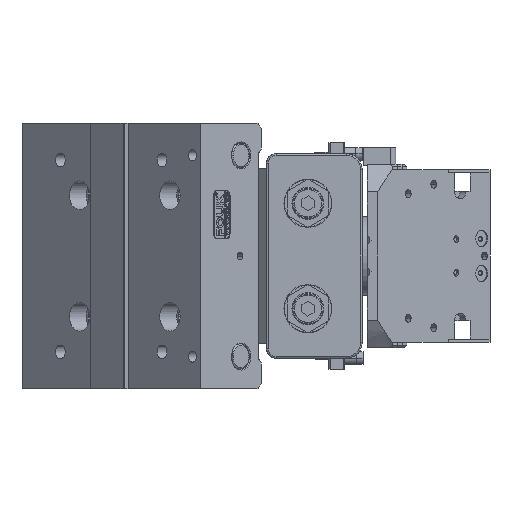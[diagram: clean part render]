
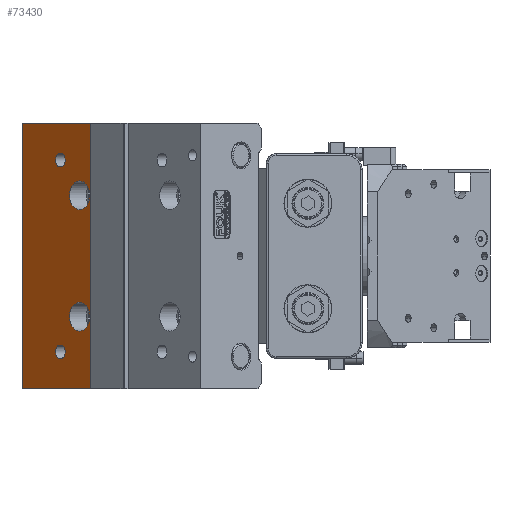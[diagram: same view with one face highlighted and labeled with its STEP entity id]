
A CAD part, left-side view. The second image highlights one B-rep face of the part: STEP entity #73430.
In plain terms, the highlighted face is planar.
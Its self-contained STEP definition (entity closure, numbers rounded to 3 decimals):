
#42 = CARTESIAN_POINT ( 'NONE',  ( 11.862, 30.678, 137. ) ) ;
#232 = FACE_OUTER_BOUND ( 'NONE', #7571, .T. ) ;
#1109 = EDGE_CURVE ( 'NONE', #65473, #37688, #45283, .T. ) ;
#4003 = DIRECTION ( 'NONE',  ( 1., 0., 0. ) ) ;
#4319 = EDGE_CURVE ( 'NONE', #78640, #71401, #62522, .T. ) ;
#4426 = ORIENTED_EDGE ( 'NONE', *, *, #23177, .F. ) ;
#4979 = ORIENTED_EDGE ( 'NONE', *, *, #18786, .F. ) ;
#5054 = CARTESIAN_POINT ( 'NONE',  ( -55.138, 30.678, 137. ) ) ;
#7571 = EDGE_LOOP ( 'NONE', ( #76882, #45794, #32945, #79675 ) ) ;
#8315 = DIRECTION ( 'NONE',  ( 0., 1., 0. ) ) ;
#11260 = DIRECTION ( 'NONE',  ( 0., 0., -1. ) ) ;
#11786 = CARTESIAN_POINT ( 'NONE',  ( 42.862, 47.678, 137. ) ) ;
#12663 = EDGE_LOOP ( 'NONE', ( #26866, #26700 ) ) ;
#12878 = CARTESIAN_POINT ( 'NONE',  ( 65.862, 17.678, 137. ) ) ;
#14034 = VERTEX_POINT ( 'NONE', #24909 ) ;
#14089 = VERTEX_POINT ( 'NONE', #12878 ) ;
#14456 = CIRCLE ( 'NONE', #80481, 9. ) ;
#15199 = ORIENTED_EDGE ( 'NONE', *, *, #1109, .T. ) ;
#15378 = CARTESIAN_POINT ( 'NONE',  ( 65.862, 81.678, 137. ) ) ;
#15745 = EDGE_CURVE ( 'NONE', #60390, #14034, #69549, .T. ) ;
#15816 = VECTOR ( 'NONE', #59657, 1000. ) ;
#16824 = CARTESIAN_POINT ( 'NONE',  ( 20.862, 30.678, 137. ) ) ;
#17521 = DIRECTION ( 'NONE',  ( -1., 0., 0. ) ) ;
#18786 = EDGE_CURVE ( 'NONE', #43326, #59336, #71055, .T. ) ;
#19521 = VERTEX_POINT ( 'NONE', #15378 ) ;
#19720 = EDGE_CURVE ( 'NONE', #21419, #30942, #56474, .T. ) ;
#19949 = DIRECTION ( 'NONE',  ( 1., 0., 0. ) ) ;
#20958 = CARTESIAN_POINT ( 'NONE',  ( -17.138, 2.678, 137. ) ) ;
#21391 = EDGE_CURVE ( 'NONE', #14089, #19521, #49440, .T. ) ;
#21419 = VERTEX_POINT ( 'NONE', #64527 ) ;
#22268 = CARTESIAN_POINT ( 'NONE',  ( -100.138, 17.678, 137. ) ) ;
#22777 = EDGE_LOOP ( 'NONE', ( #68991, #4426 ) ) ;
#23177 = EDGE_CURVE ( 'NONE', #30942, #21419, #69748, .T. ) ;
#23676 = FACE_BOUND ( 'NONE', #38329, .T. ) ;
#24909 = CARTESIAN_POINT ( 'NONE',  ( -46.138, 30.678, 137. ) ) ;
#25650 = AXIS2_PLACEMENT_3D ( 'NONE', #40097, #46887, #26985 ) ;
#25808 = CARTESIAN_POINT ( 'NONE',  ( 42.862, 47.678, 137. ) ) ;
#26700 = ORIENTED_EDGE ( 'NONE', *, *, #54401, .F. ) ;
#26866 = ORIENTED_EDGE ( 'NONE', *, *, #15745, .F. ) ;
#26985 = DIRECTION ( 'NONE',  ( -1., 0., 0. ) ) ;
#30942 = VERTEX_POINT ( 'NONE', #69779 ) ;
#31864 = ORIENTED_EDGE ( 'NONE', *, *, #34125, .F. ) ;
#32362 = AXIS2_PLACEMENT_3D ( 'NONE', #76832, #78209, #39527 ) ;
#32945 = ORIENTED_EDGE ( 'NONE', *, *, #73559, .F. ) ;
#34125 = EDGE_CURVE ( 'NONE', #59336, #43326, #51656, .T. ) ;
#34195 = EDGE_LOOP ( 'NONE', ( #76798, #15199 ) ) ;
#35730 = VECTOR ( 'NONE', #8315, 1000. ) ;
#36179 = DIRECTION ( 'NONE',  ( 0., 0., -1. ) ) ;
#37688 = VERTEX_POINT ( 'NONE', #42 ) ;
#37736 = CARTESIAN_POINT ( 'NONE',  ( 65.862, 17.678, 137. ) ) ;
#38329 = EDGE_LOOP ( 'NONE', ( #4979, #31864 ) ) ;
#38924 = AXIS2_PLACEMENT_3D ( 'NONE', #25808, #45178, #63718 ) ;
#39527 = DIRECTION ( 'NONE',  ( -1., 0., 0. ) ) ;
#39565 = DIRECTION ( 'NONE',  ( -1., 0., 0. ) ) ;
#40097 = CARTESIAN_POINT ( 'NONE',  ( -77.138, 47.678, 137. ) ) ;
#40645 = DIRECTION ( 'NONE',  ( 0., 0., 1. ) ) ;
#42276 = LINE ( 'NONE', #66759, #15816 ) ;
#43326 = VERTEX_POINT ( 'NONE', #44743 ) ;
#44743 = CARTESIAN_POINT ( 'NONE',  ( -81.388, 47.678, 137. ) ) ;
#45178 = DIRECTION ( 'NONE',  ( 0., 0., -1. ) ) ;
#45283 = CIRCLE ( 'NONE', #61574, 9. ) ;
#45723 = CARTESIAN_POINT ( 'NONE',  ( 65.862, 81.678, 137. ) ) ;
#45794 = ORIENTED_EDGE ( 'NONE', *, *, #4319, .F. ) ;
#46887 = DIRECTION ( 'NONE',  ( 0., 0., -1. ) ) ;
#49077 = FACE_BOUND ( 'NONE', #12663, .T. ) ;
#49089 = AXIS2_PLACEMENT_3D ( 'NONE', #5054, #36179, #80048 ) ;
#49440 = LINE ( 'NONE', #45723, #35730 ) ;
#50375 = CARTESIAN_POINT ( 'NONE',  ( 20.862, 30.678, 137. ) ) ;
#51159 = CIRCLE ( 'NONE', #49089, 9. ) ;
#51656 = CIRCLE ( 'NONE', #32362, 4.25 ) ;
#53347 = AXIS2_PLACEMENT_3D ( 'NONE', #11786, #11260, #17521 ) ;
#54401 = EDGE_CURVE ( 'NONE', #14034, #60390, #51159, .T. ) ;
#56474 = CIRCLE ( 'NONE', #53347, 4.25 ) ;
#56554 = DIRECTION ( 'NONE',  ( -1., 0., 0. ) ) ;
#58358 = DIRECTION ( 'NONE',  ( 0., 0., 1. ) ) ;
#59336 = VERTEX_POINT ( 'NONE', #80104 ) ;
#59657 = DIRECTION ( 'NONE',  ( -1., 0., 0. ) ) ;
#59725 = VECTOR ( 'NONE', #19949, 1000. ) ;
#60286 = DIRECTION ( 'NONE',  ( 0., -1., 0. ) ) ;
#60390 = VERTEX_POINT ( 'NONE', #71113 ) ;
#61574 = AXIS2_PLACEMENT_3D ( 'NONE', #16824, #40645, #4003 ) ;
#62292 = CARTESIAN_POINT ( 'NONE',  ( -55.138, 30.678, 137. ) ) ;
#62522 = LINE ( 'NONE', #67096, #78128 ) ;
#63718 = DIRECTION ( 'NONE',  ( -1., 0., 0. ) ) ;
#64527 = CARTESIAN_POINT ( 'NONE',  ( 38.612, 47.678, 137. ) ) ;
#65473 = VERTEX_POINT ( 'NONE', #79980 ) ;
#66759 = CARTESIAN_POINT ( 'NONE',  ( -100.138, 81.678, 137. ) ) ;
#67096 = CARTESIAN_POINT ( 'NONE',  ( -100.138, 81.678, 137. ) ) ;
#67393 = EDGE_CURVE ( 'NONE', #37688, #65473, #14456, .T. ) ;
#68177 = AXIS2_PLACEMENT_3D ( 'NONE', #20958, #58358, #39565 ) ;
#68504 = LINE ( 'NONE', #37736, #59725 ) ;
#68991 = ORIENTED_EDGE ( 'NONE', *, *, #19720, .F. ) ;
#69329 = DIRECTION ( 'NONE',  ( 0., 0., -1. ) ) ;
#69549 = CIRCLE ( 'NONE', #79892, 9. ) ;
#69748 = CIRCLE ( 'NONE', #38924, 4.25 ) ;
#69779 = CARTESIAN_POINT ( 'NONE',  ( 47.112, 47.678, 137. ) ) ;
#70211 = DIRECTION ( 'NONE',  ( 0., 0., 1. ) ) ;
#71055 = CIRCLE ( 'NONE', #25650, 4.25 ) ;
#71113 = CARTESIAN_POINT ( 'NONE',  ( -64.138, 30.678, 137. ) ) ;
#71401 = VERTEX_POINT ( 'NONE', #22268 ) ;
#73430 = ADVANCED_FACE ( 'NONE', ( #75383, #49077, #23676, #76336, #232 ), #77694, .F. ) ;
#73559 = EDGE_CURVE ( 'NONE', #19521, #78640, #42276, .T. ) ;
#73632 = CARTESIAN_POINT ( 'NONE',  ( -100.138, 81.678, 137. ) ) ;
#75383 = FACE_BOUND ( 'NONE', #34195, .T. ) ;
#76210 = DIRECTION ( 'NONE',  ( 1., 0., 0. ) ) ;
#76336 = FACE_BOUND ( 'NONE', #22777, .T. ) ;
#76798 = ORIENTED_EDGE ( 'NONE', *, *, #67393, .T. ) ;
#76832 = CARTESIAN_POINT ( 'NONE',  ( -77.138, 47.678, 137. ) ) ;
#76882 = ORIENTED_EDGE ( 'NONE', *, *, #77071, .F. ) ;
#77071 = EDGE_CURVE ( 'NONE', #71401, #14089, #68504, .T. ) ;
#77694 = PLANE ( 'NONE',  #68177 ) ;
#78128 = VECTOR ( 'NONE', #60286, 1000. ) ;
#78209 = DIRECTION ( 'NONE',  ( 0., 0., -1. ) ) ;
#78640 = VERTEX_POINT ( 'NONE', #73632 ) ;
#79675 = ORIENTED_EDGE ( 'NONE', *, *, #21391, .F. ) ;
#79892 = AXIS2_PLACEMENT_3D ( 'NONE', #62292, #69329, #56554 ) ;
#79980 = CARTESIAN_POINT ( 'NONE',  ( 29.862, 30.678, 137. ) ) ;
#80048 = DIRECTION ( 'NONE',  ( -1., 0., 0. ) ) ;
#80104 = CARTESIAN_POINT ( 'NONE',  ( -72.888, 47.678, 137. ) ) ;
#80481 = AXIS2_PLACEMENT_3D ( 'NONE', #50375, #70211, #76210 ) ;
